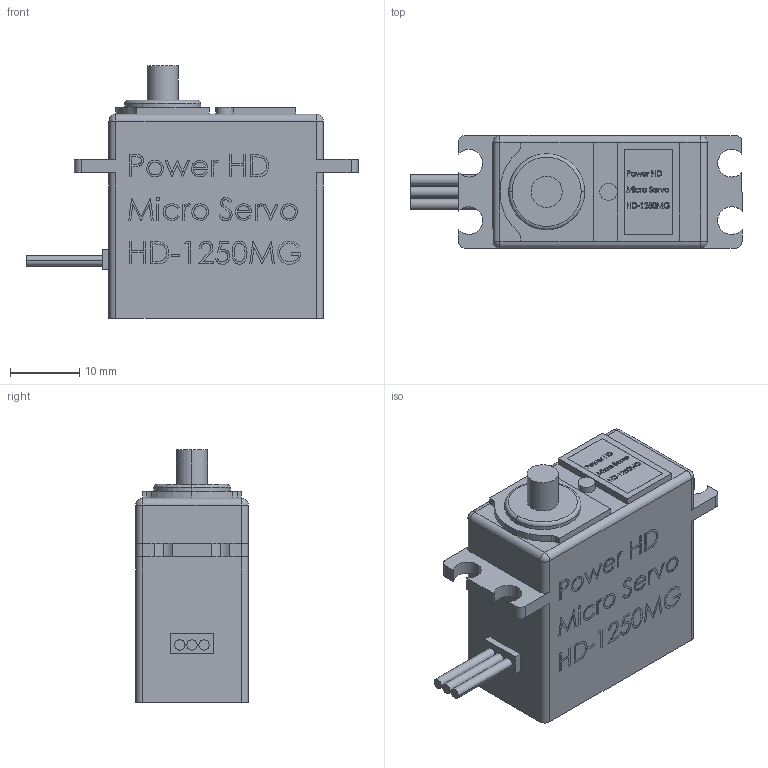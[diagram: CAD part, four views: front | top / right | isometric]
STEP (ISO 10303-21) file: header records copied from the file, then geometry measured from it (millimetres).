
FILE_DESCRIPTION (( 'STEP AP203' ), '1' );
FILE_NAME ('Servo_PowerHD_HD-1250MG_1.STEP', '2016-03-02T14:49:54', ( '' ), ( '' ), 'SwSTEP 2.0', 'SolidWorks 2013', '' );
FILE_SCHEMA (( 'CONFIG_CONTROL_DESIGN' ));
Products named in the file (1): Servo_PowerHD_HD-1250MG_1
Bounding box: 48 x 16.31 x 36.5 mm (x, y, z)
Volume: 15650.2 mm3; surface area: 4426.3 mm2
Topology: 1 solids, 1 shells, 755 faces, 1996 edges, 1320 vertices
Faces by surface type: plane 417, bspline 292, cylinder 40, sphere 4, torus 2
Entity records: 37907 total; most frequent: CARTESIAN_POINT 21064, ORIENTED_EDGE 3984, DIRECTION 2420, EDGE_CURVE 1992, LINE 1324, VECTOR 1324, VERTEX_POINT 1320, EDGE_LOOP 836
